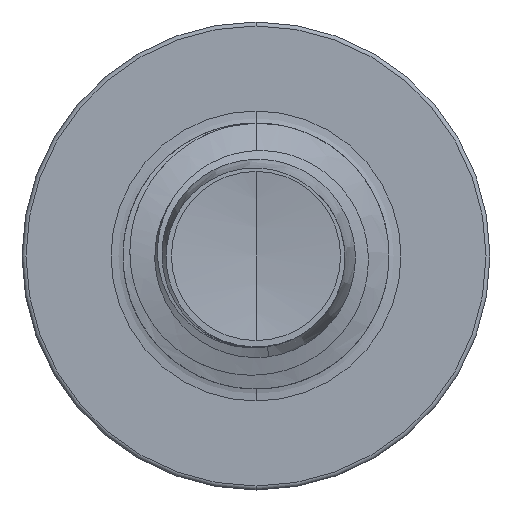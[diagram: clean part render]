
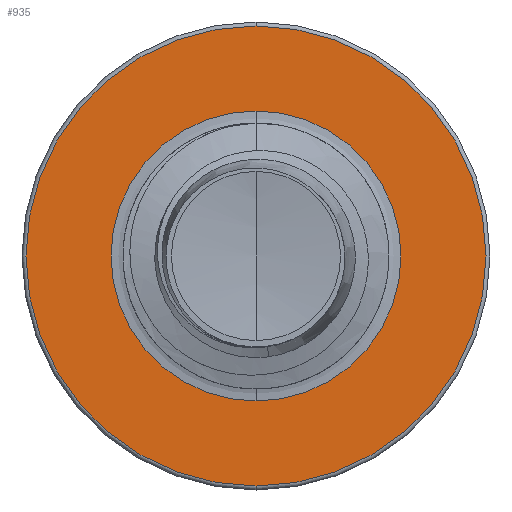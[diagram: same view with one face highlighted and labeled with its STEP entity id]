
A CAD part, front view. The second image highlights one B-rep face of the part: STEP entity #935.
In plain terms, the highlighted planar face has unit normal (0, -1, 0).
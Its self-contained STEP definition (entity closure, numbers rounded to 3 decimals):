
#935 = ADVANCED_FACE ( 'NONE', ( #20130, #2720 ), #18449, .F. ) ;
#1634 = CIRCLE ( 'NONE', #21813, 1.363 ) ;
#1839 = EDGE_CURVE ( 'NONE', #22200, #19697, #1634, .T. ) ;
#2027 = VERTEX_POINT ( 'NONE', #3770 ) ;
#2720 = FACE_BOUND ( 'NONE', #18553, .T. ) ;
#3328 = CARTESIAN_POINT ( 'NONE',  ( 0., 7., -1.363 ) ) ;
#3770 = CARTESIAN_POINT ( 'NONE',  ( 0., 7., 2.163 ) ) ;
#4939 = CIRCLE ( 'NONE', #19999, 2.163 ) ;
#5515 = DIRECTION ( 'NONE',  ( 0., 0., 1. ) ) ;
#5548 = DIRECTION ( 'NONE',  ( 0., 1., 0. ) ) ;
#5598 = CARTESIAN_POINT ( 'NONE',  ( 0., 7., 0. ) ) ;
#8214 = CARTESIAN_POINT ( 'NONE',  ( 0., 7., 0. ) ) ;
#8609 = CIRCLE ( 'NONE', #22173, 2.163 ) ;
#9719 = DIRECTION ( 'NONE',  ( 0., 1., 0. ) ) ;
#10144 = DIRECTION ( 'NONE',  ( 0., 0., 1. ) ) ;
#10526 = DIRECTION ( 'NONE',  ( 0., 1., 0. ) ) ;
#10640 = CARTESIAN_POINT ( 'NONE',  ( 0., 7., -2.162 ) ) ;
#11988 = CARTESIAN_POINT ( 'NONE',  ( 0., 7., 1.363 ) ) ;
#14344 = EDGE_CURVE ( 'NONE', #21954, #2027, #8609, .T. ) ;
#15517 = EDGE_CURVE ( 'NONE', #19697, #22200, #18051, .T. ) ;
#16517 = AXIS2_PLACEMENT_3D ( 'NONE', #20822, #10526, #22094 ) ;
#17347 = EDGE_LOOP ( 'NONE', ( #19545, #19607 ) ) ;
#17541 = EDGE_CURVE ( 'NONE', #2027, #21954, #4939, .T. ) ;
#17614 = DIRECTION ( 'NONE',  ( 0., 1., 0. ) ) ;
#17637 = DIRECTION ( 'NONE',  ( 0., 0., 1. ) ) ;
#18051 = CIRCLE ( 'NONE', #16517, 1.363 ) ;
#18449 = PLANE ( 'NONE',  #19400 ) ;
#18553 = EDGE_LOOP ( 'NONE', ( #19631, #19851 ) ) ;
#19397 = CARTESIAN_POINT ( 'NONE',  ( 0., 7., -1.363 ) ) ;
#19400 = AXIS2_PLACEMENT_3D ( 'NONE', #19397, #17614, #17637 ) ;
#19545 = ORIENTED_EDGE ( 'NONE', *, *, #17541, .F. ) ;
#19607 = ORIENTED_EDGE ( 'NONE', *, *, #14344, .F. ) ;
#19631 = ORIENTED_EDGE ( 'NONE', *, *, #15517, .T. ) ;
#19697 = VERTEX_POINT ( 'NONE', #11988 ) ;
#19851 = ORIENTED_EDGE ( 'NONE', *, *, #1839, .T. ) ;
#19999 = AXIS2_PLACEMENT_3D ( 'NONE', #20252, #9719, #21580 ) ;
#20130 = FACE_OUTER_BOUND ( 'NONE', #17347, .T. ) ;
#20252 = CARTESIAN_POINT ( 'NONE',  ( 0., 7., 0. ) ) ;
#20550 = DIRECTION ( 'NONE',  ( 0., 1., 0. ) ) ;
#20822 = CARTESIAN_POINT ( 'NONE',  ( 0., 7., 0. ) ) ;
#21580 = DIRECTION ( 'NONE',  ( 0., 0., 1. ) ) ;
#21813 = AXIS2_PLACEMENT_3D ( 'NONE', #5598, #5548, #5515 ) ;
#21954 = VERTEX_POINT ( 'NONE', #10640 ) ;
#22094 = DIRECTION ( 'NONE',  ( 0., 0., 1. ) ) ;
#22173 = AXIS2_PLACEMENT_3D ( 'NONE', #8214, #20550, #10144 ) ;
#22200 = VERTEX_POINT ( 'NONE', #3328 ) ;
